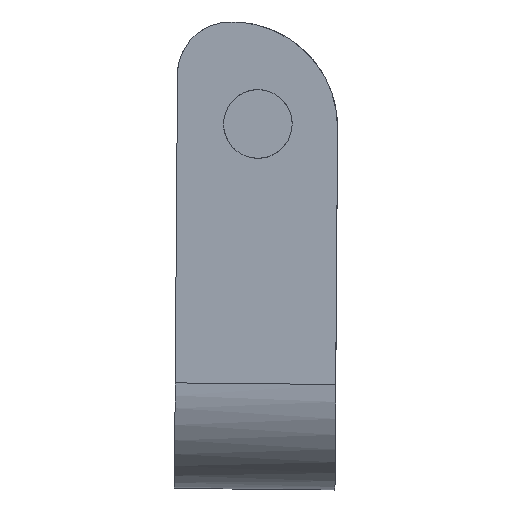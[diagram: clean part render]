
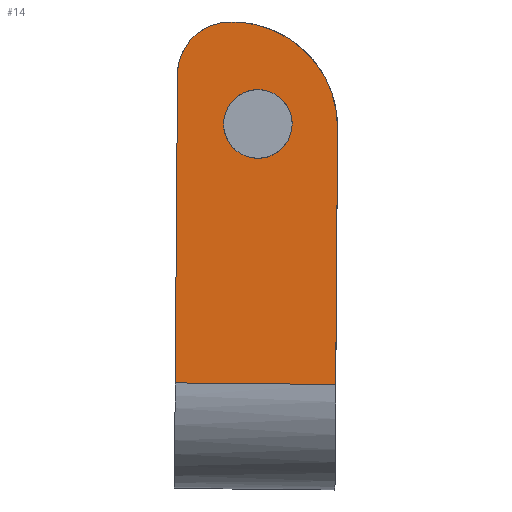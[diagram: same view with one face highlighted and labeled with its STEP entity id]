
A CAD part, left-side view. The second image highlights one B-rep face of the part: STEP entity #14.
In plain terms, the highlighted planar face has unit normal (-1, 0, 0).
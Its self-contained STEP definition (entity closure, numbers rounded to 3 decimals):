
#14=ADVANCED_FACE('',(#43,#41),#470,.T.);
#41=FACE_BOUND('',#71,.T.);
#43=FACE_OUTER_BOUND('',#70,.T.);
#70=EDGE_LOOP('',(#99,#100,#101,#102,#103,#104));
#71=EDGE_LOOP('',(#105,#106));
#99=ORIENTED_EDGE('',*,*,#250,.T.);
#100=ORIENTED_EDGE('',*,*,#280,.F.);
#101=ORIENTED_EDGE('',*,*,#252,.F.);
#102=ORIENTED_EDGE('',*,*,#261,.T.);
#103=ORIENTED_EDGE('',*,*,#249,.T.);
#104=ORIENTED_EDGE('',*,*,#253,.T.);
#105=ORIENTED_EDGE('',*,*,#277,.T.);
#106=ORIENTED_EDGE('',*,*,#323,.T.);
#249=EDGE_CURVE('',#408,#430,#355,.T.);
#250=EDGE_CURVE('',#431,#422,#356,.T.);
#252=EDGE_CURVE('',#409,#423,#358,.T.);
#253=EDGE_CURVE('',#430,#431,#359,.T.);
#261=EDGE_CURVE('',#409,#408,#366,.T.);
#277=EDGE_CURVE('',#421,#456,#380,.T.);
#280=EDGE_CURVE('',#423,#422,#344,.T.);
#323=EDGE_CURVE('',#456,#421,#407,.T.);
#344=(
BOUNDED_CURVE()
B_SPLINE_CURVE(1,(#1198,#1199),.UNSPECIFIED.,.F.,.F.)
B_SPLINE_CURVE_WITH_KNOTS((2,2),(0.01,6.091),
 .UNSPECIFIED.)
CURVE()
GEOMETRIC_REPRESENTATION_ITEM()
RATIONAL_B_SPLINE_CURVE((1.,1.))
REPRESENTATION_ITEM('')
);
#355=B_SPLINE_CURVE_WITH_KNOTS('',1,(#988,#989),.UNSPECIFIED.,.F.,.F.,(2,
2),(-133.978,-133.785),.UNSPECIFIED.);
#356=B_SPLINE_CURVE_WITH_KNOTS('',1,(#990,#991),.UNSPECIFIED.,.F.,.F.,(2,
2),(1.911,13.013),.UNSPECIFIED.);
#358=B_SPLINE_CURVE_WITH_KNOTS('',1,(#1012,#1013),.UNSPECIFIED.,.F.,.F.,
(2,2),(4.,13.072),.UNSPECIFIED.);
#359=B_SPLINE_CURVE_WITH_KNOTS('',3,(#1014,#1015,#1016,#1017,#1018,#1019,
#1020,#1021,#1022,#1023,#1024,#1025,#1026,#1027,#1028,#1029,#1030,#1031,
#1032,#1033),.UNSPECIFIED.,.F.,.F.,(4,1,1,1,1,1,1,1,1,1,1,1,1,1,1,1,1,4),
(-3.152,-2.983,-2.808,-2.627,
-2.443,-2.254,-2.063,-1.869,-1.674,
-1.478,-1.283,-1.089,-0.898,
-0.709,-0.525,-0.345,-0.17,
0.),.UNSPECIFIED.);
#366=B_SPLINE_CURVE_WITH_KNOTS('',3,(#1048,#1049,#1050,#1051,#1052,#1053,
#1054,#1055,#1056,#1057,#1058,#1059,#1060,#1061,#1062,#1063,#1064,#1065,
#1066,#1067),.UNSPECIFIED.,.F.,.F.,(4,1,1,1,1,1,1,1,1,1,1,1,1,1,1,1,1,4),
(0.,0.338,0.687,1.046,1.414,
1.79,2.171,2.557,2.946,3.335,
3.724,4.11,4.491,4.867,5.235,
5.594,5.943,6.281),.UNSPECIFIED.);
#380=B_SPLINE_CURVE_WITH_KNOTS('',3,(#1157,#1158,#1159,#1160,#1161,#1162,
#1163,#1164,#1165,#1166,#1167,#1168,#1169,#1170,#1171,#1172,#1173,#1174,
#1175),.UNSPECIFIED.,.F.,.F.,(4,2,2,2,3,2,2,2,4),(0.,0.514,
1.028,1.541,2.055,2.569,3.083,
3.597,4.11),.UNSPECIFIED.);
#407=B_SPLINE_CURVE_WITH_KNOTS('',3,(#1568,#1569,#1570,#1571,#1572,#1573,
#1574,#1575,#1576,#1577,#1578,#1579,#1580,#1581,#1582,#1583,#1584,#1585,
#1586),.UNSPECIFIED.,.F.,.F.,(4,2,2,2,3,2,2,2,4),(4.11,4.624,
5.138,5.652,6.166,6.679,7.193,
7.707,8.221),.UNSPECIFIED.);
#408=VERTEX_POINT('',#938);
#409=VERTEX_POINT('',#939);
#421=VERTEX_POINT('',#951);
#422=VERTEX_POINT('',#952);
#423=VERTEX_POINT('',#953);
#430=VERTEX_POINT('',#960);
#431=VERTEX_POINT('',#961);
#456=VERTEX_POINT('',#986);
#470=PLANE('',#573);
#573=AXIS2_PLACEMENT_3D('',#654,#609,$);
#609=DIRECTION('',(-1.,0.,0.));
#654=CARTESIAN_POINT('',(-2373.361,2765.233,-23.242));
#938=CARTESIAN_POINT('',(-2373.361,2769.24,-23.222));
#939=CARTESIAN_POINT('',(-2373.361,2765.271,-27.254));
#951=CARTESIAN_POINT('',(-2373.361,2769.591,-27.086));
#952=CARTESIAN_POINT('',(-2373.361,2771.423,-36.897));
#953=CARTESIAN_POINT('',(-2373.361,2765.342,-36.956));
#960=CARTESIAN_POINT('',(-2373.361,2769.31,-23.221));
#961=CARTESIAN_POINT('',(-2373.361,2771.336,-25.206));
#986=CARTESIAN_POINT('',(-2373.361,2766.991,-27.086));
#988=CARTESIAN_POINT('',(-2373.361,2769.24,-23.222));
#989=CARTESIAN_POINT('',(-2373.361,2769.31,-23.221));
#990=CARTESIAN_POINT('',(-2373.361,2771.336,-25.206));
#991=CARTESIAN_POINT('',(-2373.361,2771.423,-36.897));
#1012=CARTESIAN_POINT('',(-2373.361,2765.271,-27.254));
#1013=CARTESIAN_POINT('',(-2373.361,2765.342,-36.956));
#1014=CARTESIAN_POINT('',(-2373.361,2769.31,-23.221));
#1015=CARTESIAN_POINT('',(-2373.361,2769.366,-23.221));
#1016=CARTESIAN_POINT('',(-2373.361,2769.481,-23.224));
#1017=CARTESIAN_POINT('',(-2373.361,2769.655,-23.244));
#1018=CARTESIAN_POINT('',(-2373.361,2769.832,-23.281));
#1019=CARTESIAN_POINT('',(-2373.361,2770.008,-23.335));
#1020=CARTESIAN_POINT('',(-2373.361,2770.183,-23.406));
#1021=CARTESIAN_POINT('',(-2373.361,2770.352,-23.495));
#1022=CARTESIAN_POINT('',(-2373.361,2770.514,-23.601));
#1023=CARTESIAN_POINT('',(-2373.361,2770.666,-23.723));
#1024=CARTESIAN_POINT('',(-2373.361,2770.806,-23.86));
#1025=CARTESIAN_POINT('',(-2373.361,2770.932,-24.01));
#1026=CARTESIAN_POINT('',(-2373.361,2771.041,-24.17));
#1027=CARTESIAN_POINT('',(-2373.361,2771.134,-24.337));
#1028=CARTESIAN_POINT('',(-2373.361,2771.209,-24.51));
#1029=CARTESIAN_POINT('',(-2373.361,2771.266,-24.686));
#1030=CARTESIAN_POINT('',(-2373.361,2771.306,-24.861));
#1031=CARTESIAN_POINT('',(-2373.361,2771.33,-25.035));
#1032=CARTESIAN_POINT('',(-2373.361,2771.336,-25.15));
#1033=CARTESIAN_POINT('',(-2373.361,2771.336,-25.206));
#1048=CARTESIAN_POINT('',(-2373.361,2765.271,-27.254));
#1049=CARTESIAN_POINT('',(-2373.361,2765.27,-27.141));
#1050=CARTESIAN_POINT('',(-2373.361,2765.278,-26.912));
#1051=CARTESIAN_POINT('',(-2373.361,2765.32,-26.565));
#1052=CARTESIAN_POINT('',(-2373.361,2765.395,-26.214));
#1053=CARTESIAN_POINT('',(-2373.361,2765.503,-25.862));
#1054=CARTESIAN_POINT('',(-2373.361,2765.647,-25.515));
#1055=CARTESIAN_POINT('',(-2373.361,2765.826,-25.178));
#1056=CARTESIAN_POINT('',(-2373.361,2766.038,-24.856));
#1057=CARTESIAN_POINT('',(-2373.361,2766.283,-24.554));
#1058=CARTESIAN_POINT('',(-2373.361,2766.556,-24.276));
#1059=CARTESIAN_POINT('',(-2373.361,2766.854,-24.027));
#1060=CARTESIAN_POINT('',(-2373.361,2767.173,-23.809));
#1061=CARTESIAN_POINT('',(-2373.361,2767.507,-23.625));
#1062=CARTESIAN_POINT('',(-2373.361,2767.852,-23.476));
#1063=CARTESIAN_POINT('',(-2373.361,2768.202,-23.362));
#1064=CARTESIAN_POINT('',(-2373.361,2768.552,-23.282));
#1065=CARTESIAN_POINT('',(-2373.361,2768.898,-23.235));
#1066=CARTESIAN_POINT('',(-2373.361,2769.127,-23.223));
#1067=CARTESIAN_POINT('',(-2373.361,2769.24,-23.222));
#1157=CARTESIAN_POINT('',(-2373.361,2769.591,-27.086));
#1158=CARTESIAN_POINT('',(-2373.361,2769.591,-26.916));
#1159=CARTESIAN_POINT('',(-2373.361,2769.558,-26.747));
#1160=CARTESIAN_POINT('',(-2373.361,2769.427,-26.431));
#1161=CARTESIAN_POINT('',(-2373.361,2769.331,-26.288));
#1162=CARTESIAN_POINT('',(-2373.361,2769.09,-26.046));
#1163=CARTESIAN_POINT('',(-2373.361,2768.946,-25.951));
#1164=CARTESIAN_POINT('',(-2373.361,2768.631,-25.82));
#1165=CARTESIAN_POINT('',(-2373.361,2768.462,-25.786));
#1166=CARTESIAN_POINT('',(-2373.361,2768.291,-25.786));
#1167=CARTESIAN_POINT('',(-2373.361,2768.121,-25.786));
#1168=CARTESIAN_POINT('',(-2373.361,2767.951,-25.82));
#1169=CARTESIAN_POINT('',(-2373.361,2767.636,-25.951));
#1170=CARTESIAN_POINT('',(-2373.361,2767.493,-26.046));
#1171=CARTESIAN_POINT('',(-2373.361,2767.251,-26.288));
#1172=CARTESIAN_POINT('',(-2373.361,2767.156,-26.431));
#1173=CARTESIAN_POINT('',(-2373.361,2767.025,-26.747));
#1174=CARTESIAN_POINT('',(-2373.361,2766.991,-26.916));
#1175=CARTESIAN_POINT('',(-2373.361,2766.991,-27.086));
#1198=CARTESIAN_POINT('',(-2373.361,2765.342,-36.956));
#1199=CARTESIAN_POINT('',(-2373.361,2771.423,-36.897));
#1568=CARTESIAN_POINT('',(-2373.361,2766.991,-27.086));
#1569=CARTESIAN_POINT('',(-2373.361,2766.991,-27.257));
#1570=CARTESIAN_POINT('',(-2373.361,2767.025,-27.426));
#1571=CARTESIAN_POINT('',(-2373.361,2767.156,-27.742));
#1572=CARTESIAN_POINT('',(-2373.361,2767.251,-27.885));
#1573=CARTESIAN_POINT('',(-2373.361,2767.493,-28.126));
#1574=CARTESIAN_POINT('',(-2373.361,2767.636,-28.222));
#1575=CARTESIAN_POINT('',(-2373.361,2767.951,-28.353));
#1576=CARTESIAN_POINT('',(-2373.361,2768.121,-28.386));
#1577=CARTESIAN_POINT('',(-2373.361,2768.291,-28.386));
#1578=CARTESIAN_POINT('',(-2373.361,2768.462,-28.386));
#1579=CARTESIAN_POINT('',(-2373.361,2768.631,-28.353));
#1580=CARTESIAN_POINT('',(-2373.361,2768.946,-28.222));
#1581=CARTESIAN_POINT('',(-2373.361,2769.09,-28.126));
#1582=CARTESIAN_POINT('',(-2373.361,2769.331,-27.885));
#1583=CARTESIAN_POINT('',(-2373.361,2769.427,-27.742));
#1584=CARTESIAN_POINT('',(-2373.361,2769.558,-27.426));
#1585=CARTESIAN_POINT('',(-2373.361,2769.591,-27.257));
#1586=CARTESIAN_POINT('',(-2373.361,2769.591,-27.086));
